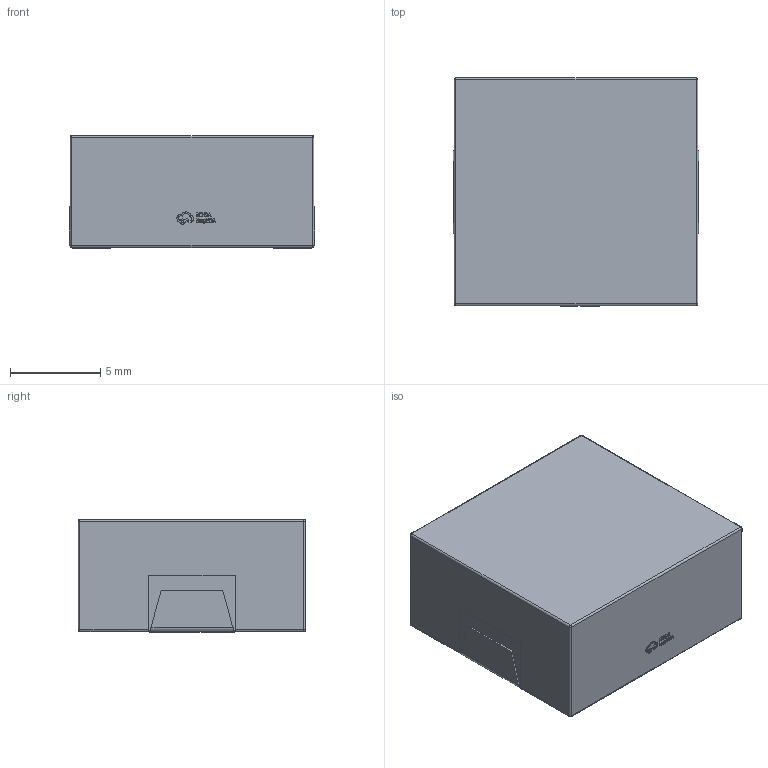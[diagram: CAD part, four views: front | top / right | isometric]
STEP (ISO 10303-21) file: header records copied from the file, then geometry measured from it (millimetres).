
FILE_DESCRIPTION (( 'STEP AP214' ), '1' );
FILE_NAME ('IND-SMD_L13.5-W12.6_MPL-AY1265.STEP', '2024-12-14T07:11:08', ( '个人用户' ), ( '微软中国' ), 'SwSTEP 2.0', 'SolidWorks 2020', '' );
FILE_SCHEMA (( 'AUTOMOTIVE_DESIGN' ));
Length unit declared in the file: millimetre
Products named in the file (1): IND-SMD_L13.5-W12.6_MPL-AY1265
Bounding box: 13.6 x 12.61 x 6.25 mm (x, y, z)
Volume: 1055.5 mm3; surface area: 663.4 mm2
Topology: 1 solids, 1 shells, 286 faces, 779 edges, 506 vertices
Faces by surface type: plane 158, bspline 98, cylinder 22, sphere 8
Entity records: 12571 total; most frequent: CARTESIAN_POINT 2918, ORIENTED_EDGE 1542, DIRECTION 965, EDGE_CURVE 771, LINE 523, VECTOR 523, VERTEX_POINT 506, EDGE_LOOP 305
